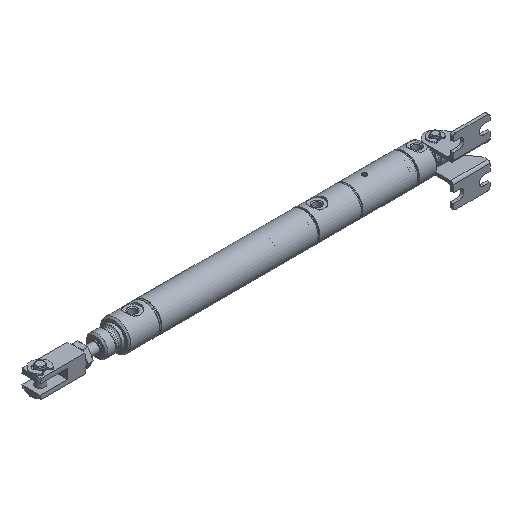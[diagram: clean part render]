
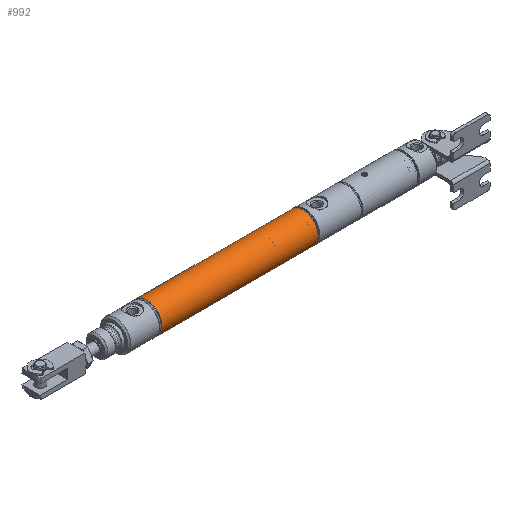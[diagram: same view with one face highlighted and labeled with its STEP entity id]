
A CAD part, isometric view. The second image highlights one B-rep face of the part: STEP entity #992.
In plain terms, the highlighted cylindrical face has radius 7.811 mm (diameter 15.621 mm), a full revolution.
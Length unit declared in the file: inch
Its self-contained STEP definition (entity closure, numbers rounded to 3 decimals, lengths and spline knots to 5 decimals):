
#992 = ADVANCED_FACE( '', ( #1563, #1564 ), #1565, .T. );
#1563 = FACE_OUTER_BOUND( '', #2351, .T. );
#1564 = FACE_OUTER_BOUND( '', #2352, .T. );
#1565 = CYLINDRICAL_SURFACE( '', #2353, 0.3075 );
#2351 = EDGE_LOOP( '', ( #4057 ) );
#2352 = EDGE_LOOP( '', ( #4058 ) );
#2353 = AXIS2_PLACEMENT_3D( '', #4059, #4060, #4061 );
#4057 = ORIENTED_EDGE( '', *, *, #5258, .T. );
#4058 = ORIENTED_EDGE( '', *, *, #5259, .F. );
#4059 = CARTESIAN_POINT( '', ( 3.25, 0., 0. ) );
#4060 = DIRECTION( '', ( -1., 0., 0. ) );
#4061 = DIRECTION( '', ( 0., 0., -1. ) );
#5258 = EDGE_CURVE( '', #6074, #6074, #6075, .T. );
#5259 = EDGE_CURVE( '', #6076, #6076, #6077, .T. );
#6074 = VERTEX_POINT( '', #7583 );
#6075 = CIRCLE( '', #7584, 0.3075 );
#6076 = VERTEX_POINT( '', #7585 );
#6077 = CIRCLE( '', #7586, 0.3075 );
#7583 = CARTESIAN_POINT( '', ( 0.03564, 0., -0.3075 ) );
#7584 = AXIS2_PLACEMENT_3D( '', #8966, #8967, #8968 );
#7585 = CARTESIAN_POINT( '', ( 3.21436, 0., -0.3075 ) );
#7586 = AXIS2_PLACEMENT_3D( '', #8969, #8970, #8971 );
#8966 = CARTESIAN_POINT( '', ( 0.03564, 0., 0. ) );
#8967 = DIRECTION( '', ( 1., 0., 0. ) );
#8968 = DIRECTION( '', ( 0., 0., -1. ) );
#8969 = CARTESIAN_POINT( '', ( 3.21436, 0., 0. ) );
#8970 = DIRECTION( '', ( 1., 0., 0. ) );
#8971 = DIRECTION( '', ( 0., 0., -1. ) );
